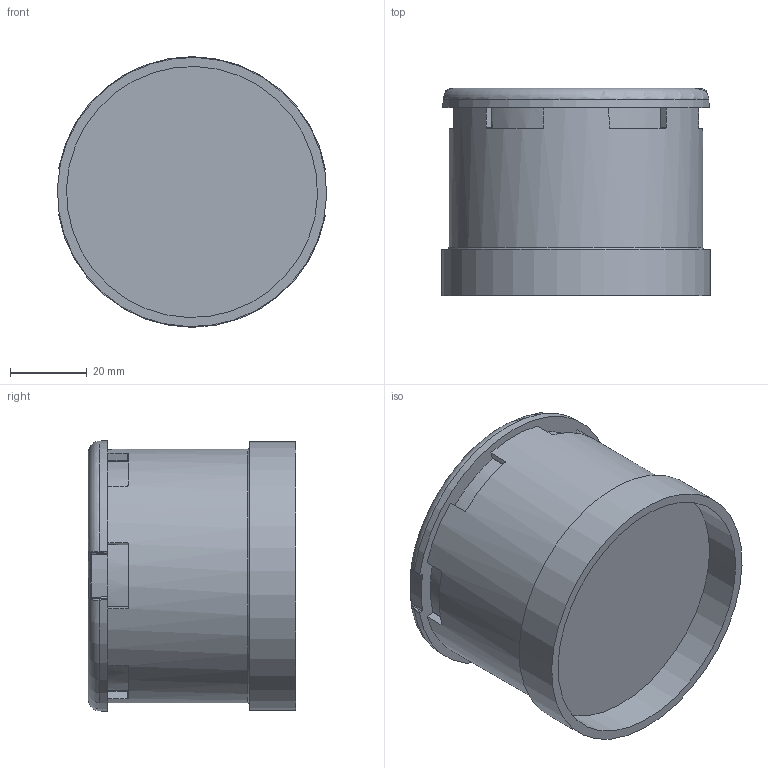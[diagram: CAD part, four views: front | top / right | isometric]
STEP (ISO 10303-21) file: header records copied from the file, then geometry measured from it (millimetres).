
FILE_DESCRIPTION(/* description */ (''),/* implementation_level */ '2;1');
FILE_NAME(/* name */ 'G_IC03_XX_04825V.stp',/* time_stamp */ '2024-01-24T16:20:38+01:00',/* author */ (''),/* organization */ (''),/* preprocessor_version */ 'ST-DEVELOPER v18.101',/* originating_system */ 'SIEMENS PLM Software NX 2008',/* authorisation */ '');
FILE_SCHEMA (('AUTOMOTIVE_DESIGN { 1 0 10303 214 3 1 1 1 }'));
Length unit declared in the file: millimetre
Products named in the file (1): G_IC03_XX_04825V
Bounding box: 70.11 x 54 x 70.52 mm (x, y, z)
Surface area: 23244.2 mm2 (no closed solid volume)
Topology: 0 solids, 1 shells, 203 faces, 561 edges, 363 vertices
Faces by surface type: plane 93, bspline 64, cylinder 26, cone 10, extrusion 6, torus 4
Full cylindrical faces by diameter (mm): 61.605 x1, 65.4 x1, 66.2 x1, 70.15 x1
Entity records: 9617 total; most frequent: CARTESIAN_POINT 4332, ORIENTED_EDGE 1094, DIRECTION 733, EDGE_CURVE 547, VERTEX_POINT 356, VECTOR 245, AXIS2_PLACEMENT_3D 244, LINE 239
